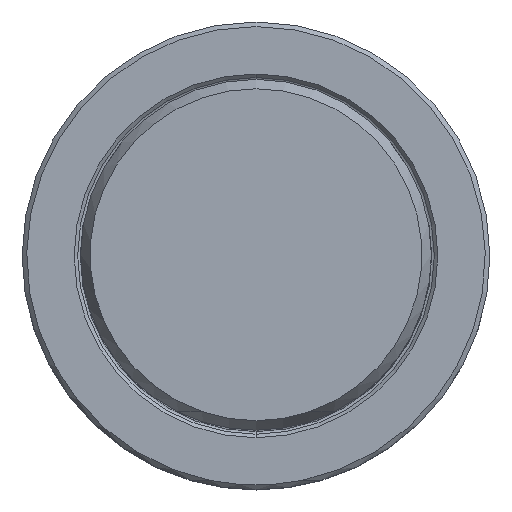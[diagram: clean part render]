
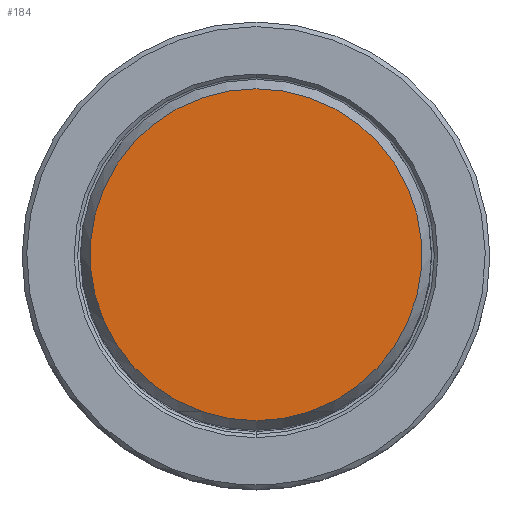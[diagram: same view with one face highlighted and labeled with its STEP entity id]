
A CAD part, top view. The second image highlights one B-rep face of the part: STEP entity #184.
In plain terms, the highlighted planar face has unit normal (0, 0, 1).
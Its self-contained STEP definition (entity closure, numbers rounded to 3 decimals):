
#35=PLANE('',#1299);
#184=ADVANCED_FACE('',(#256),#35,.F.);
#256=FACE_OUTER_BOUND('',#324,.T.);
#324=EDGE_LOOP('',(#595,#596,#597));
#595=ORIENTED_EDGE('',*,*,#826,.F.);
#596=ORIENTED_EDGE('',*,*,#823,.F.);
#597=ORIENTED_EDGE('',*,*,#822,.F.);
#684=VERTEX_POINT('',#2701);
#685=VERTEX_POINT('',#2702);
#686=VERTEX_POINT('',#2704);
#822=EDGE_CURVE('',#684,#685,#972,.T.);
#823=EDGE_CURVE('',#685,#686,#973,.T.);
#826=EDGE_CURVE('',#686,#684,#974,.T.);
#972=CIRCLE('',#1294,18.022);
#973=CIRCLE('',#1295,18.022);
#974=CIRCLE('',#1297,18.022);
#1294=AXIS2_PLACEMENT_3D('',#2700,#1620,#1621);
#1295=AXIS2_PLACEMENT_3D('',#2703,#1622,#1623);
#1297=AXIS2_PLACEMENT_3D('',#2716,#1626,#1627);
#1299=AXIS2_PLACEMENT_3D('',#2718,#1630,#1631);
#1620=DIRECTION('',(0.,0.,-1.));
#1621=DIRECTION('',(-0.324,-0.946,0.));
#1622=DIRECTION('',(0.,0.,-1.));
#1623=DIRECTION('',(0.,1.,0.));
#1626=DIRECTION('',(0.,0.,-1.));
#1627=DIRECTION('',(0.324,-0.946,0.));
#1630=DIRECTION('',(0.,0.,-1.));
#1631=DIRECTION('',(-1.,0.,0.));
#2700=CARTESIAN_POINT('',(0.,0.,69.85));
#2701=CARTESIAN_POINT('',(-5.839,-17.05,69.85));
#2702=CARTESIAN_POINT('',(0.,18.022,69.85));
#2703=CARTESIAN_POINT('',(0.,0.,69.85));
#2704=CARTESIAN_POINT('',(5.839,-17.05,69.85));
#2716=CARTESIAN_POINT('',(0.,0.,69.85));
#2718=CARTESIAN_POINT('',(0.,0.,69.85));
